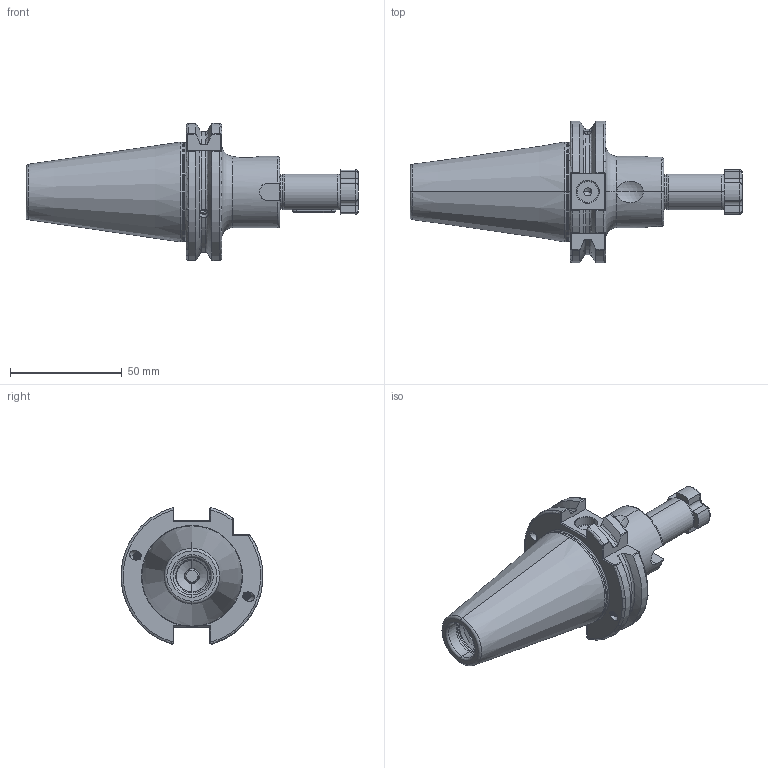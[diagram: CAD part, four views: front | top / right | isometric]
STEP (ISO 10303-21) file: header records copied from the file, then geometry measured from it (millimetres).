
FILE_DESCRIPTION (( 'STEP AP203' ), '1' );
FILE_NAME ('403.10.16.STEP', '2016-07-22T10:03:00', ( '' ), ( '' ), 'SwSTEP 2.0', 'SolidWorks 2012', '' );
FILE_SCHEMA (( 'CONFIG_CONTROL_DESIGN' ));
Length unit declared in the file: millimetre
Products named in the file (4): 403.10.16; 十字螺絲FMB16; SC16用鍵_4x4x20L
Assembly tree (3 placements, depth 2):
  403.10.16
    403.10.16
    SC16用鍵_4x4x20L
    十字螺絲FMB16
Bounding box: 148.4 x 63.34 x 61.24 mm (x, y, z)
Volume: 122088.6 mm3; surface area: 30100.9 mm2
Topology: 3 solids, 3 shells, 416 faces, 1125 edges, 703 vertices
Faces by surface type: cylinder 195, plane 80, torus 54, cone 51, bspline 34, sphere 2
Entity records: 26317 total; most frequent: CARTESIAN_POINT 16666, ORIENTED_EDGE 2222, DIRECTION 1656, EDGE_CURVE 1111, VERTEX_POINT 703, AXIS2_PLACEMENT_3D 642, EDGE_LOOP 430, ADVANCED_FACE 416
